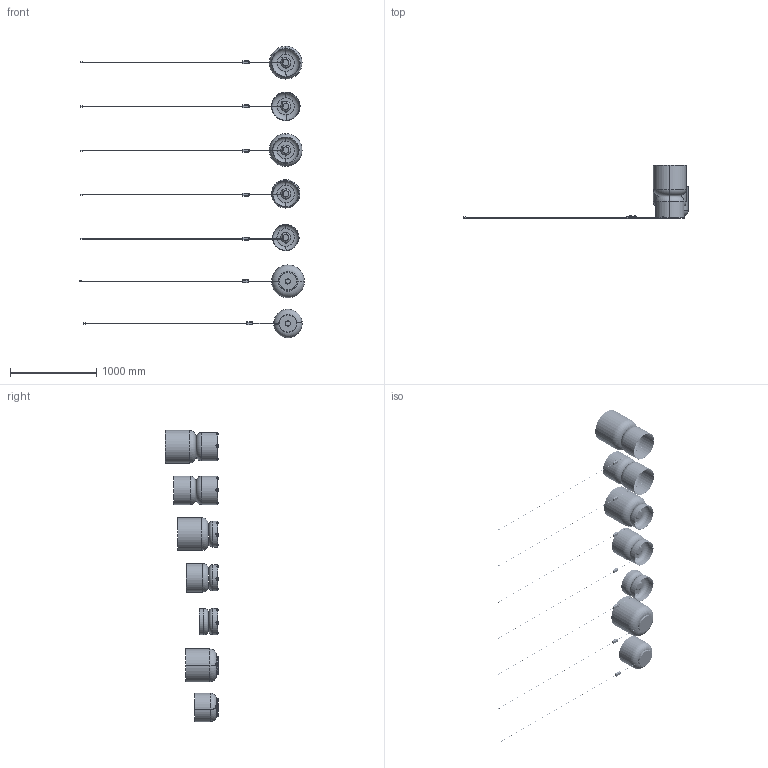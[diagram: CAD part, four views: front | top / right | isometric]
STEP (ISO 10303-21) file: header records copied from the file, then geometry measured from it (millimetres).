
FILE_DESCRIPTION (( 'STEP AP214' ), '1' );
FILE_NAME ('Pablo Designs - Totem Table Family - Share CAD - 011024.STEP', '2024-01-10T19:54:37', ( '' ), ( '' ), 'SwSTEP 2.0', 'SolidWorks 2019', '' );
FILE_SCHEMA (( 'AUTOMOTIVE_DESIGN' ));
Length unit declared in the file: inch
Products named in the file (12): Dimmer.STEP; Pablo Designs - Totem Table - Single Shade - B - Share CAD - 011024.STEP.STEP; Totem Table, Foot, 18x12X2.5gap, 091923.step.STEP; Pablo Designs - Totem Table Family - Share CAD - 011024; Pablo Designs - Totem Table - SHARE CAD - 092623.STEP; Pablo Designs - Totem Table - Single Shade - A - Share CAD - 011024.step.STEP.STEP; Totem Pendant and Flush, Secondary Diffuser with 5mm Adhesive Tape.STEP.STEP; Pablo Designs - Totem Table - Single Shade - B - Share CAD - 011024.step.STEP.STEP; Pablo Designs - Totem Table - Single Shade - A - Share CAD - 011024.STEP; Pablo Designs - Totem Table - Single Shade - B - Share CAD - 011024.STEP; Pablo Designs - Totem Table - Single Shade - A - Share CAD - 011024.STEP.STEP; Pablo Designs - Totem Table - Share CAD - Lamps only.STEP
Assembly tree (32 placements, depth 4):
  Pablo Designs - Totem Table Family - Share CAD - 011024
    Pablo Designs - Totem Table - SHARE CAD - 092623.STEP
      Pablo Designs - Totem Table - Share CAD - Lamps only.STEP
      Totem Table, Foot, 18x12X2.5gap, 091923.step.STEP  x15
      Dimmer.STEP  x5
    Pablo Designs - Totem Table - Single Shade - A - Share CAD - 011024.STEP
      Pablo Designs - Totem Table - Single Shade - A - Share CAD - 011024.STEP.STEP
        Pablo Designs - Totem Table - Single Shade - A - Share CAD - 011024.step.STEP.STEP
        Totem Pendant and Flush, Secondary Diffuser with 5mm Adhesive Tape.STEP.STEP
      Dimmer.STEP
    Pablo Designs - Totem Table - Single Shade - B - Share CAD - 011024.STEP
      Pablo Designs - Totem Table - Single Shade - B - Share CAD - 011024.STEP.STEP
        Pablo Designs - Totem Table - Single Shade - B - Share CAD - 011024.step.STEP.STEP
        Totem Pendant and Flush, Secondary Diffuser with 5mm Adhesive Tape.STEP.STEP
      Dimmer.STEP
Bounding box: 2611.07 x 622.11 x 3386.44 mm (x, y, z)
Volume: 11288390 mm3; surface area: 16297177.1 mm2
Topology: 198 solids, 198 shells, 6507 faces, 15430 edges, 9858 vertices
Faces by surface type: plane 3135, cylinder 2112, bspline 482, cone 462, torus 248, sphere 68
Entity records: 212067 total; most frequent: CARTESIAN_POINT 78883, DIRECTION 27368, ORIENTED_EDGE 26604, EDGE_CURVE 13302, AXIS2_PLACEMENT_3D 9749, VERTEX_POINT 8628, LINE 7870, VECTOR 7870
